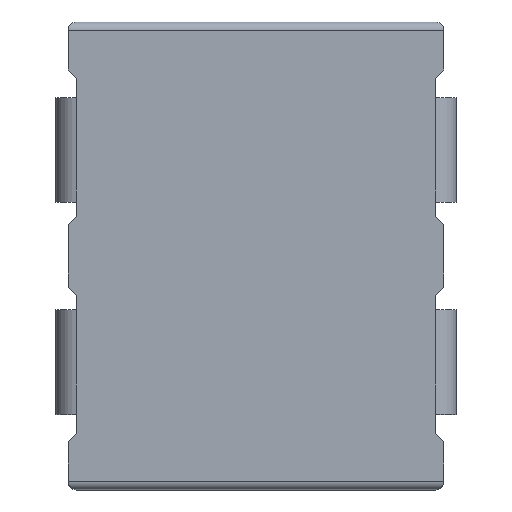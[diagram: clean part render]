
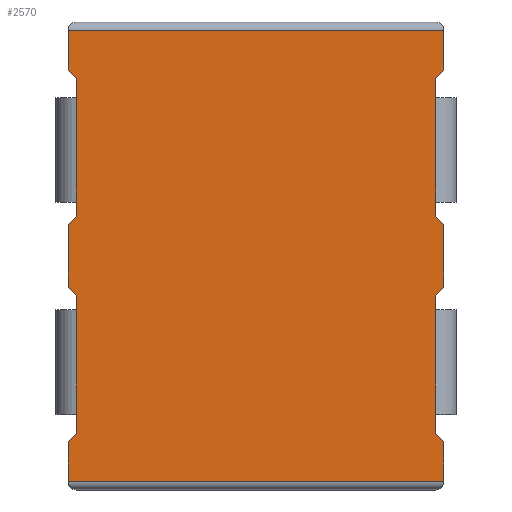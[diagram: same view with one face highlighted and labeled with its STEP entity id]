
A CAD part, top view. The second image highlights one B-rep face of the part: STEP entity #2570.
In plain terms, the highlighted planar face has unit normal (0, 0, 1).
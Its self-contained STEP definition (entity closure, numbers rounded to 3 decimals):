
#344=ORIENTED_EDGE('',*,*,#801,.T.);
#345=ORIENTED_EDGE('',*,*,#697,.T.);
#346=ORIENTED_EDGE('',*,*,#810,.T.);
#347=ORIENTED_EDGE('',*,*,#760,.T.);
#348=ORIENTED_EDGE('',*,*,#788,.F.);
#349=ORIENTED_EDGE('',*,*,#754,.F.);
#350=ORIENTED_EDGE('',*,*,#811,.T.);
#351=ORIENTED_EDGE('',*,*,#743,.T.);
#352=ORIENTED_EDGE('',*,*,#791,.T.);
#353=ORIENTED_EDGE('',*,*,#741,.T.);
#354=ORIENTED_EDGE('',*,*,#812,.T.);
#355=ORIENTED_EDGE('',*,*,#735,.T.);
#356=ORIENTED_EDGE('',*,*,#684,.T.);
#357=ORIENTED_EDGE('',*,*,#764,.T.);
#358=ORIENTED_EDGE('',*,*,#793,.F.);
#359=ORIENTED_EDGE('',*,*,#769,.F.);
#360=ORIENTED_EDGE('',*,*,#682,.T.);
#361=ORIENTED_EDGE('',*,*,#778,.T.);
#362=ORIENTED_EDGE('',*,*,#795,.T.);
#363=ORIENTED_EDGE('',*,*,#783,.T.);
#682=EDGE_CURVE('',#959,#958,#1134,.T.);
#684=EDGE_CURVE('',#960,#961,#1136,.T.);
#697=EDGE_CURVE('',#971,#965,#1145,.T.);
#735=EDGE_CURVE('',#997,#960,#1166,.T.);
#741=EDGE_CURVE('',#1005,#1004,#1172,.T.);
#743=EDGE_CURVE('',#1006,#1007,#1174,.T.);
#754=EDGE_CURVE('',#1015,#1016,#1184,.T.);
#760=EDGE_CURVE('',#1019,#1018,#1190,.T.);
#764=EDGE_CURVE('',#961,#1022,#1194,.T.);
#769=EDGE_CURVE('',#959,#1024,#1199,.T.);
#778=EDGE_CURVE('',#958,#1029,#1208,.T.);
#783=EDGE_CURVE('',#1033,#1032,#1213,.T.);
#788=EDGE_CURVE('',#1016,#1018,#1218,.T.);
#791=EDGE_CURVE('',#1007,#1005,#1221,.T.);
#793=EDGE_CURVE('',#1024,#1022,#1223,.T.);
#795=EDGE_CURVE('',#1029,#1033,#1225,.T.);
#801=EDGE_CURVE('',#1032,#971,#1231,.T.);
#810=EDGE_CURVE('',#965,#1019,#1239,.T.);
#811=EDGE_CURVE('',#1015,#1006,#1240,.T.);
#812=EDGE_CURVE('',#1004,#997,#1241,.T.);
#958=VERTEX_POINT('',#3366);
#959=VERTEX_POINT('',#3368);
#960=VERTEX_POINT('',#3372);
#961=VERTEX_POINT('',#3373);
#965=VERTEX_POINT('',#3382);
#971=VERTEX_POINT('',#3397);
#997=VERTEX_POINT('',#3467);
#1004=VERTEX_POINT('',#3486);
#1005=VERTEX_POINT('',#3488);
#1006=VERTEX_POINT('',#3492);
#1007=VERTEX_POINT('',#3493);
#1015=VERTEX_POINT('',#3515);
#1016=VERTEX_POINT('',#3516);
#1018=VERTEX_POINT('',#3524);
#1019=VERTEX_POINT('',#3526);
#1022=VERTEX_POINT('',#3534);
#1024=VERTEX_POINT('',#3542);
#1029=VERTEX_POINT('',#3559);
#1032=VERTEX_POINT('',#3567);
#1033=VERTEX_POINT('',#3569);
#1134=LINE('',#3367,#1354);
#1136=LINE('',#3371,#1356);
#1145=LINE('',#3399,#1365);
#1166=LINE('',#3476,#1386);
#1172=LINE('',#3487,#1392);
#1174=LINE('',#3491,#1394);
#1184=LINE('',#3514,#1404);
#1190=LINE('',#3525,#1410);
#1194=LINE('',#3533,#1414);
#1199=LINE('',#3541,#1419);
#1208=LINE('',#3558,#1428);
#1213=LINE('',#3568,#1433);
#1218=LINE('',#3576,#1438);
#1221=LINE('',#3581,#1441);
#1223=LINE('',#3585,#1443);
#1225=LINE('',#3589,#1445);
#1231=LINE('',#3599,#1451);
#1239=LINE('',#3614,#1459);
#1240=LINE('',#3615,#1460);
#1241=LINE('',#3616,#1461);
#1354=VECTOR('',#2816,1000.);
#1356=VECTOR('',#2820,1000.);
#1365=VECTOR('',#2843,1000.);
#1386=VECTOR('',#2918,1000.);
#1392=VECTOR('',#2926,1000.);
#1394=VECTOR('',#2930,1000.);
#1404=VECTOR('',#2948,1000.);
#1410=VECTOR('',#2956,1000.);
#1414=VECTOR('',#2962,1000.);
#1419=VECTOR('',#2969,1000.);
#1428=VECTOR('',#2984,1000.);
#1433=VECTOR('',#2991,1000.);
#1438=VECTOR('',#3000,1000.);
#1441=VECTOR('',#3007,1000.);
#1443=VECTOR('',#3013,1000.);
#1445=VECTOR('',#3019,1000.);
#1451=VECTOR('',#3031,1000.);
#1459=VECTOR('',#3051,1000.);
#1460=VECTOR('',#3052,1000.);
#1461=VECTOR('',#3053,1000.);
#1600=EDGE_LOOP('',(#344,#345,#346,#347,#348,#349,#350,#351,#352,#353,#354,
#355,#356,#357,#358,#359,#360,#361,#362,#363));
#1700=FACE_BOUND('',#1600,.T.);
#1787=PLANE('',#2700);
#2570=ADVANCED_FACE('',(#1700),#1787,.T.);
#2700=AXIS2_PLACEMENT_3D('',#3613,#3049,#3050);
#2816=DIRECTION('',(0.,1.,0.));
#2820=DIRECTION('',(0.,1.,0.));
#2843=DIRECTION('',(-1.,0.,0.));
#2918=DIRECTION('',(1.,0.,0.));
#2926=DIRECTION('',(-0.707,-0.707,0.));
#2930=DIRECTION('',(0.707,-0.707,0.));
#2948=DIRECTION('',(0.707,0.707,0.));
#2956=DIRECTION('',(0.707,-0.707,0.));
#2962=DIRECTION('',(-0.707,0.707,0.));
#2969=DIRECTION('',(-0.707,-0.707,0.));
#2984=DIRECTION('',(-0.707,0.707,0.));
#2991=DIRECTION('',(0.707,0.707,0.));
#3000=DIRECTION('',(0.,1.,0.));
#3007=DIRECTION('',(0.,-1.,0.));
#3013=DIRECTION('',(0.,-1.,0.));
#3019=DIRECTION('',(0.,1.,0.));
#3031=DIRECTION('',(0.,1.,0.));
#3049=DIRECTION('',(0.,0.,1.));
#3050=DIRECTION('',(1.,0.,0.));
#3051=DIRECTION('',(0.,-1.,0.));
#3052=DIRECTION('',(0.,-1.,0.));
#3053=DIRECTION('',(0.,-1.,0.));
#3366=CARTESIAN_POINT('',(2.25,0.375,1.25));
#3367=CARTESIAN_POINT('',(2.25,-2.8,1.25));
#3368=CARTESIAN_POINT('',(2.25,-0.375,1.25));
#3371=CARTESIAN_POINT('',(2.25,-2.8,1.25));
#3372=CARTESIAN_POINT('',(2.25,-2.7,1.25));
#3373=CARTESIAN_POINT('',(2.25,-2.225,1.25));
#3382=CARTESIAN_POINT('',(-2.25,2.7,1.25));
#3397=CARTESIAN_POINT('',(2.25,2.7,1.25));
#3399=CARTESIAN_POINT('',(-2.25,2.7,1.25));
#3467=CARTESIAN_POINT('',(-2.25,-2.7,1.25));
#3476=CARTESIAN_POINT('',(2.25,-2.7,1.25));
#3486=CARTESIAN_POINT('',(-2.25,-2.225,1.25));
#3487=CARTESIAN_POINT('',(-2.538,-2.513,1.25));
#3488=CARTESIAN_POINT('',(-2.15,-2.125,1.25));
#3491=CARTESIAN_POINT('',(-1.038,-1.588,1.25));
#3492=CARTESIAN_POINT('',(-2.25,-0.375,1.25));
#3493=CARTESIAN_POINT('',(-2.15,-0.475,1.25));
#3514=CARTESIAN_POINT('',(-3.838,-1.213,1.25));
#3515=CARTESIAN_POINT('',(-2.25,0.375,1.25));
#3516=CARTESIAN_POINT('',(-2.15,0.475,1.25));
#3524=CARTESIAN_POINT('',(-2.15,2.125,1.25));
#3525=CARTESIAN_POINT('',(0.263,-0.288,1.25));
#3526=CARTESIAN_POINT('',(-2.25,2.225,1.25));
#3533=CARTESIAN_POINT('',(0.288,-0.263,1.25));
#3534=CARTESIAN_POINT('',(2.15,-2.125,1.25));
#3541=CARTESIAN_POINT('',(-1.213,-3.838,1.25));
#3542=CARTESIAN_POINT('',(2.15,-0.475,1.25));
#3558=CARTESIAN_POINT('',(1.588,1.038,1.25));
#3559=CARTESIAN_POINT('',(2.15,0.475,1.25));
#3567=CARTESIAN_POINT('',(2.25,2.225,1.25));
#3568=CARTESIAN_POINT('',(-2.513,-2.538,1.25));
#3569=CARTESIAN_POINT('',(2.15,2.125,1.25));
#3576=CARTESIAN_POINT('',(-2.15,-2.8,1.25));
#3581=CARTESIAN_POINT('',(-2.15,-2.8,1.25));
#3585=CARTESIAN_POINT('',(2.15,-2.8,1.25));
#3589=CARTESIAN_POINT('',(2.15,-2.8,1.25));
#3599=CARTESIAN_POINT('',(2.25,-2.8,1.25));
#3613=CARTESIAN_POINT('',(-2.25,-2.8,1.25));
#3614=CARTESIAN_POINT('',(-2.25,2.8,1.25));
#3615=CARTESIAN_POINT('',(-2.25,2.8,1.25));
#3616=CARTESIAN_POINT('',(-2.25,2.8,1.25));
